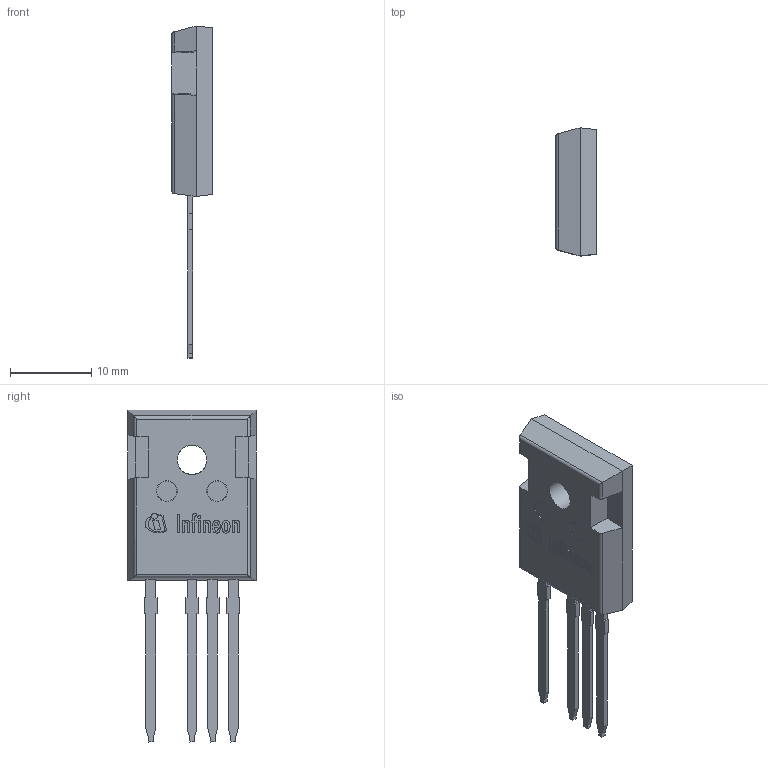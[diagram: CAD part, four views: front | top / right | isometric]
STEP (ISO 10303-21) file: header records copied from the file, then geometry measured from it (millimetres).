
FILE_DESCRIPTION(/* description */ (''),/* implementation_level */ '2;1');
FILE_NAME(/* name */ 'PG-TO247-4-1_Z8B00163511_V01_3D.stp',/* time_stamp */ '2019-03-20T17:07:42+06:00',/* author */ ('janartha'),/* organization */ (''),/* preprocessor_version */ 'ST-DEVELOPER v16.13',/* originating_system */ 'AutoCAD Mechanical',/* authorisation */ '');
FILE_SCHEMA (('AUTOMOTIVE_DESIGN { 1 0 10303 214 3 1 1 }'));
Length unit declared in the file: millimetre
Products named in the file (1): Product
Bounding box: 5.01 x 15.8 x 40.92 mm (x, y, z)
Volume: 1857.1 mm3; surface area: 1863.3 mm2
Topology: 18 solids, 18 shells, 327 faces, 856 edges, 567 vertices
Faces by surface type: plane 197, cylinder 126, torus 4
Full cylindrical faces by diameter (mm): 0.355 x1, 0.732 x1, 2.5 x2, 3.6 x1, 7.188 x1
Entity records: 10054 total; most frequent: DIRECTION 1754, CARTESIAN_POINT 1737, ORIENTED_EDGE 1688, EDGE_CURVE 844, LINE 590, VECTOR 590, AXIS2_PLACEMENT_3D 582, VERTEX_POINT 565
